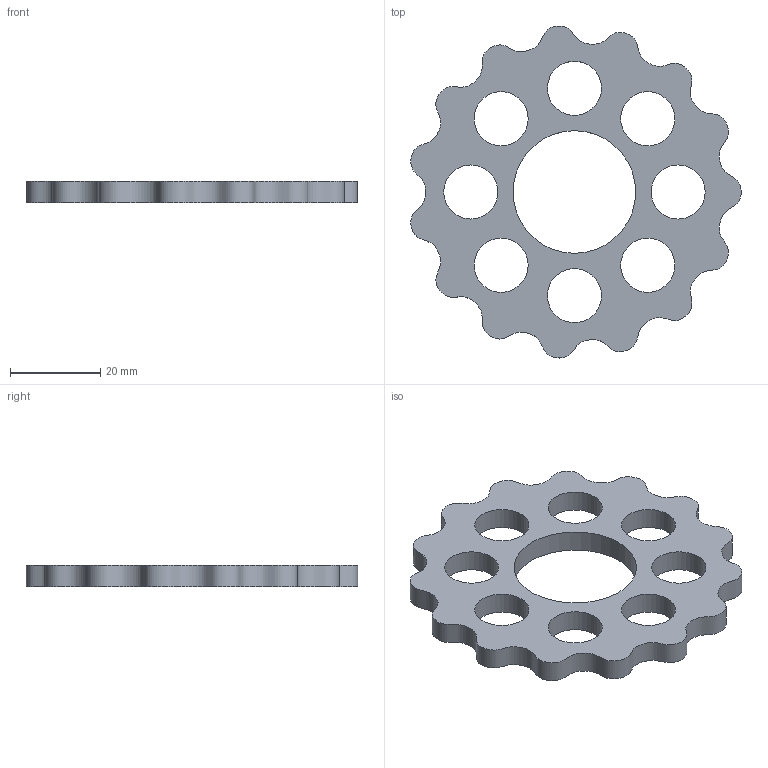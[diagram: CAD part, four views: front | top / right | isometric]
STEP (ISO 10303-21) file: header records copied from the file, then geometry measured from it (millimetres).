
FILE_DESCRIPTION(/* description */ (''),/* implementation_level */ '2;1');
FILE_NAME(/* name */ 'Cycloidal disk, 4130, 0.190.step',/* time_stamp */ '2024-03-25T13:46:19-04:00',/* author */ (''),/* organization */ (''),/* preprocessor_version */ 'ST-DEVELOPER v20',/* originating_system */ 'Autodesk Translation Framework v12.20.1.177',/* authorisation */ '');
FILE_SCHEMA (('AUTOMOTIVE_DESIGN { 1 0 10303 214 3 1 1 }'));
Length unit declared in the file: millimetre
Products named in the file (1): 15:1 Cycloidal drive for nema34, compact
Bounding box: 73.3 x 73.65 x 4.87 mm (x, y, z)
Volume: 13232.2 mm3; surface area: 8058.2 mm2
Topology: 1 solids, 1 shells, 12 faces, 30 edges, 20 vertices
Faces by surface type: cylinder 9, plane 2, bspline 1
Full cylindrical faces by diameter (mm): 12 x8, 27.2 x1
Entity records: 2272 total; most frequent: CARTESIAN_POINT 1880, DIRECTION 70, ORIENTED_EDGE 60, EDGE_LOOP 30, EDGE_CURVE 30, AXIS2_PLACEMENT_3D 30, VERTEX_POINT 20, FACE_BOUND 18
